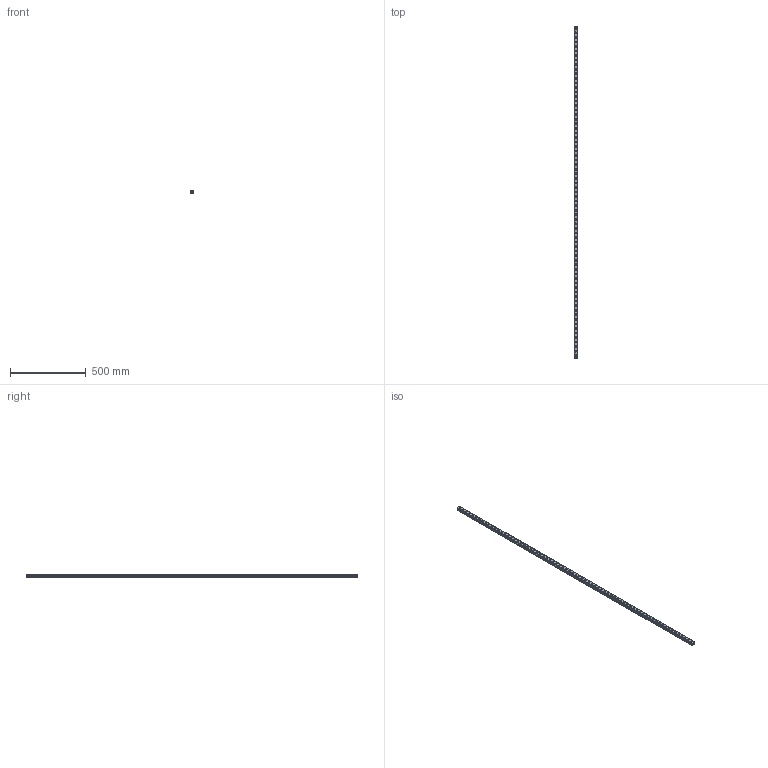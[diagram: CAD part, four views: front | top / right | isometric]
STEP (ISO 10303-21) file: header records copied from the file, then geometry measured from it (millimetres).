
FILE_DESCRIPTION(('STEP AP214'),'1');
FILE_NAME('cctmp_3D2F8D2B-F769-4491-826B-1858D217B031_2021_03_10_17_50_38_0259..stp','2021-03-10T16:50:38',('HIWIN GmbH'),('CADClick - www.CADClick.com'),'Spatial InterOp 3D',' ','unknown authorization');
FILE_SCHEMA(('AUTOMOTIVE_DESIGN'));
Length unit declared in the file: millimetre
Products named in the file (1): RGR25R2190H_FILE
Bounding box: 23 x 2190 x 23.6 mm (x, y, z)
Volume: 878229.7 mm3; surface area: 272001 mm2
Topology: 1 solids, 1 shells, 774 faces, 1647 edges, 1098 vertices
Faces by surface type: cylinder 456, plane 318
Entity records: 27499 total; most frequent: DIRECTION 4109, CARTESIAN_POINT 3520, ORIENTED_EDGE 3294, AXIS2_PLACEMENT_3D 1687, EDGE_CURVE 1647, VERTEX_POINT 1098, EDGE_LOOP 997, CIRCLE 912
